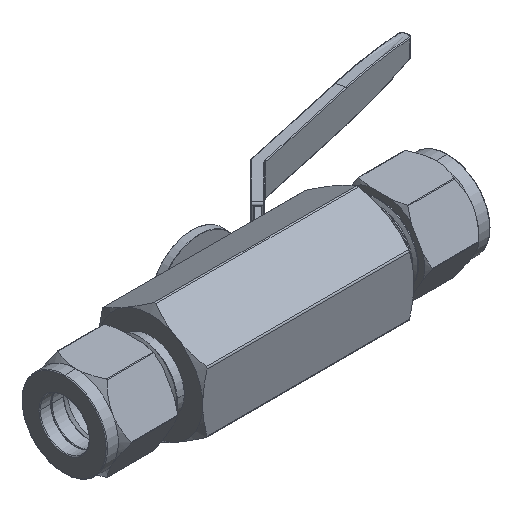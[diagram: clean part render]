
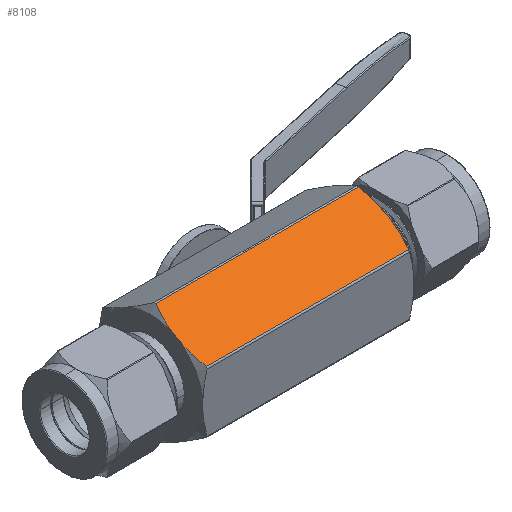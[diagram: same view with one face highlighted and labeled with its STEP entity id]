
A CAD part, isometric view. The second image highlights one B-rep face of the part: STEP entity #8108.
In plain terms, the highlighted planar face has unit normal (0, -0.5, 0.866).
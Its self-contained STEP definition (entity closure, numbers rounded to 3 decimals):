
#3543=DIRECTION('',(-1.,0.,0.));
#3544=VECTOR('',#3543,52.253);
#3545=CARTESIAN_POINT('',(26.126,-0.25,15.444));
#3546=LINE('',#3545,#3544);
#3547=CARTESIAN_POINT('',(27.25,-6.75,11.691));
#3548=CARTESIAN_POINT('',(27.25,-6.324,11.937));
#3549=CARTESIAN_POINT('',(27.219,-5.472,12.429));
#3550=CARTESIAN_POINT('',(27.081,-4.195,13.166));
#3551=CARTESIAN_POINT('',(26.854,-2.912,13.907));
#3552=CARTESIAN_POINT('',(26.543,-1.609,14.659));
#3553=CARTESIAN_POINT('',(26.275,-0.708,
15.18));
#3554=CARTESIAN_POINT('',(26.126,-0.25,15.444));
#3556=CARTESIAN_POINT('',(26.126,-13.25,7.939));
#3557=CARTESIAN_POINT('',(26.311,-12.679,8.268));
#3558=CARTESIAN_POINT('',(26.638,-11.555,8.917));
#3559=CARTESIAN_POINT('',(26.986,-9.945,9.847));
#3560=CARTESIAN_POINT('',(27.201,-8.347,10.769));
#3561=CARTESIAN_POINT('',(27.25,-7.282,11.384));
#3562=CARTESIAN_POINT('',(27.25,-6.75,11.691));
#3564=DIRECTION('',(-1.,0.,0.));
#3565=VECTOR('',#3564,52.253);
#3566=CARTESIAN_POINT('',(26.126,-13.25,7.939));
#3567=LINE('',#3566,#3565);
#3568=CARTESIAN_POINT('',(-26.126,-13.25,7.939));
#3569=CARTESIAN_POINT('',(-26.311,-12.679,
8.268));
#3570=CARTESIAN_POINT('',(-26.638,-11.555,
8.917));
#3571=CARTESIAN_POINT('',(-26.986,-9.945,
9.847));
#3572=CARTESIAN_POINT('',(-27.201,-8.347,
10.769));
#3573=CARTESIAN_POINT('',(-27.25,-7.282,11.384));
#3574=CARTESIAN_POINT('',(-27.25,-6.75,11.691));
#3576=CARTESIAN_POINT('',(-27.25,-6.75,11.691));
#3577=CARTESIAN_POINT('',(-27.25,-6.324,11.937));
#3578=CARTESIAN_POINT('',(-27.219,-5.472,
12.429));
#3579=CARTESIAN_POINT('',(-27.081,-4.195,
13.166));
#3580=CARTESIAN_POINT('',(-26.854,-2.912,
13.907));
#3581=CARTESIAN_POINT('',(-26.543,-1.609,
14.659));
#3582=CARTESIAN_POINT('',(-26.275,-0.708,
15.18));
#3583=CARTESIAN_POINT('',(-26.126,-0.25,15.444));
#3937=CARTESIAN_POINT('',(26.126,-0.25,15.444));
#3938=CARTESIAN_POINT('',(-26.126,-0.25,15.444));
#3939=VERTEX_POINT('',#3937);
#3940=VERTEX_POINT('',#3938);
#3941=CARTESIAN_POINT('',(26.126,-13.25,7.939));
#3942=CARTESIAN_POINT('',(-26.126,-13.25,7.939));
#3943=VERTEX_POINT('',#3941);
#3944=VERTEX_POINT('',#3942);
#3969=CARTESIAN_POINT('',(-27.25,-6.75,11.691));
#3970=VERTEX_POINT('',#3969);
#3981=CARTESIAN_POINT('',(27.25,-6.75,11.691));
#3982=VERTEX_POINT('',#3981);
#8093=CARTESIAN_POINT('',(-27.25,0.,15.588));
#8094=DIRECTION('',(0.,-0.5,0.866));
#8095=DIRECTION('',(0.,-0.866,-0.5));
#8096=AXIS2_PLACEMENT_3D('',#8093,#8094,#8095);
#8097=PLANE('',#8096);
#8098=ORIENTED_EDGE('',*,*,#8086,.F.);
#8099=ORIENTED_EDGE('',*,*,#8074,.F.);
#8100=ORIENTED_EDGE('',*,*,#7818,.F.);
#8102=ORIENTED_EDGE('',*,*,#8101,.T.);
#8103=ORIENTED_EDGE('',*,*,#8013,.T.);
#8105=ORIENTED_EDGE('',*,*,#8104,.T.);
#8106=EDGE_LOOP('',(#8098,#8099,#8100,#8102,#8103,#8105));
#8107=FACE_OUTER_BOUND('',#8106,.F.);
#3555=B_SPLINE_CURVE_WITH_KNOTS('',3,(#3547,#3548,#3549,#3550,#3551,#3552,#3553,
#3554),.UNSPECIFIED.,.F.,.F.,(4,1,1,1,1,4),(0.,0.2,0.4,0.6,0.8,1.),
.UNSPECIFIED.);
#3563=B_SPLINE_CURVE_WITH_KNOTS('',3,(#3556,#3557,#3558,#3559,#3560,#3561,
#3562),.UNSPECIFIED.,.F.,.F.,(4,1,1,1,4),(0.,0.25,0.5,0.75,1.),
.UNSPECIFIED.);
#3575=B_SPLINE_CURVE_WITH_KNOTS('',3,(#3568,#3569,#3570,#3571,#3572,#3573,
#3574),.UNSPECIFIED.,.F.,.F.,(4,1,1,1,4),(0.,0.25,0.5,0.75,1.),
.UNSPECIFIED.);
#3584=B_SPLINE_CURVE_WITH_KNOTS('',3,(#3576,#3577,#3578,#3579,#3580,#3581,#3582,
#3583),.UNSPECIFIED.,.F.,.F.,(4,1,1,1,1,4),(0.,0.2,0.4,0.6,0.8,1.),
.UNSPECIFIED.);
#7818=EDGE_CURVE('',#3943,#3982,#3563,.T.);
#8013=EDGE_CURVE('',#3944,#3970,#3575,.T.);
#8074=EDGE_CURVE('',#3982,#3939,#3555,.T.);
#8086=EDGE_CURVE('',#3939,#3940,#3546,.T.);
#8101=EDGE_CURVE('',#3943,#3944,#3567,.T.);
#8104=EDGE_CURVE('',#3970,#3940,#3584,.T.);
#8108=ADVANCED_FACE('',(#8107),#8097,.T.);
